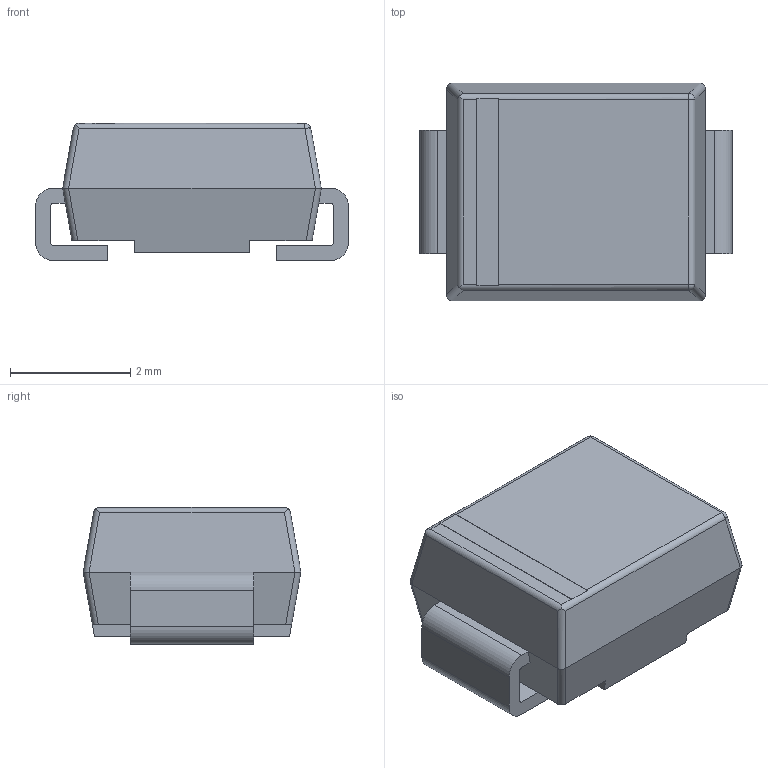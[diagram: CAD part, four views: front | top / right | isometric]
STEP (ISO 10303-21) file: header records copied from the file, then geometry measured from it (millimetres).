
FILE_DESCRIPTION (( 'STEP AP214' ), '1' );
FILE_NAME ('SMB_L4.3-W3.6-LS5.2-RD.STEP', '2021-10-25T07:50:59', ( 'PC' ), ( 'Microsoft' ), 'SwSTEP 2.0', 'SolidWorks 2018', '' );
FILE_SCHEMA (( 'AUTOMOTIVE_DESIGN' ));
Length unit declared in the file: millimetre
Products named in the file (2): SMB_L4.3-W3.6-LS5.2-RD
Bounding box: 5.2 x 3.62 x 2.28 mm (x, y, z)
Volume: 31.3 mm3; surface area: 77.6 mm2
Topology: 1 solids, 1 shells, 117 faces, 306 edges, 198 vertices
Faces by surface type: plane 81, cylinder 20, bspline 14, sphere 2
Entity records: 5558 total; most frequent: CARTESIAN_POINT 1463, ORIENTED_EDGE 612, DIRECTION 500, EDGE_CURVE 306, VECTOR 238, LINE 238, VERTEX_POINT 198, AXIS2_PLACEMENT_3D 131
